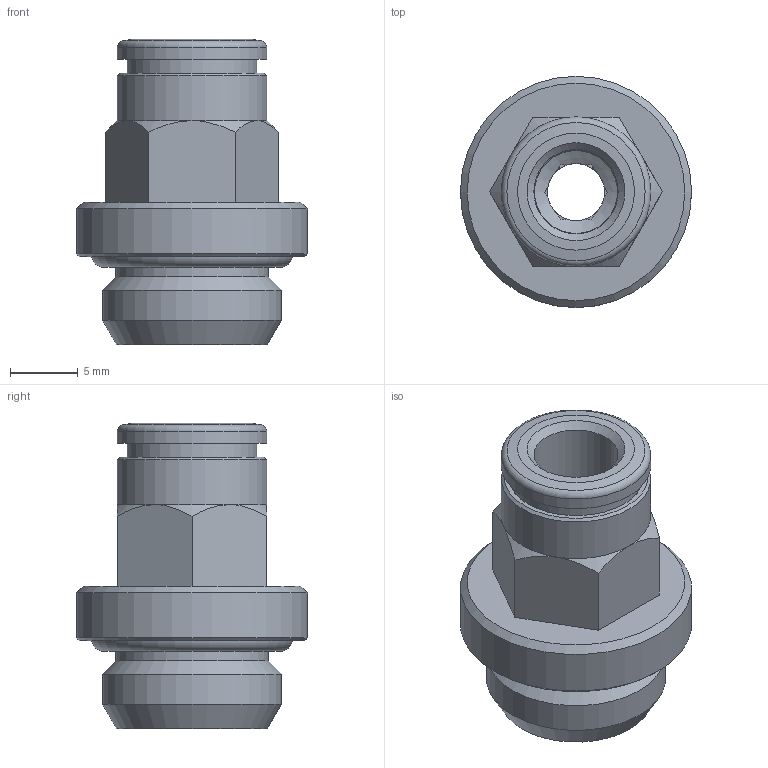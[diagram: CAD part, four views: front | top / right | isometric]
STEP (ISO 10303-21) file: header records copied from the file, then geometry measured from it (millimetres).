
FILE_DESCRIPTION(/* description */ (''),/* implementation_level */ '2;1');
FILE_NAME(/* name */ 'B200108_IPSO_01_6_14_12.06.2015',/* time_stamp */ '2015-06-12T08:29:09+02:00',/* author */ (''),/* organization */ ('sopra-pneumatic.com'),/* preprocessor_version */ 'ST-DEVELOPER v14',/* originating_system */ 'HiCAD 2013 1802.4 Build 509',/* authorisation */ '');
FILE_SCHEMA (('AUTOMOTIVE_DESIGN { 1 0 10303 214 1 1 1 1 }'));
Length unit declared in the file: millimetre
Products named in the file (4): Root; OR 11.11X1.78; DR6-1_NEU; R200108-N
Assembly tree (3 placements, depth 2):
  Root
    OR 11.11X1.78
    DR6-1_NEU
    R200108-N
Bounding box: 17 x 17 x 22.5 mm (x, y, z)
Volume: 2118.8 mm3; surface area: 2485.3 mm2
Topology: 3 solids, 3 shells, 69 faces, 161 edges, 101 vertices
Faces by surface type: plane 33, cone 20, cylinder 12, torus 4
Full cylindrical faces by diameter (mm): 4.2 x1, 6.1 x1, 6.2 x1, 8.3 x1, 9 x1, 9.5 x1, 9.6 x1, 11 x2, 11.2 x1, 13.157 x1, 17 x1
Entity records: 3023 total; most frequent: DIRECTION 348, CARTESIAN_POINT 285, PRESENTATION_STYLE_ASSIGNMENT 243, COLOUR_RGB 242, DRAUGHTING_PRE_DEFINED_CURVE_FONT 240, CURVE_STYLE 240, OVER_RIDING_STYLED_ITEM 240, ORIENTED_EDGE 240
